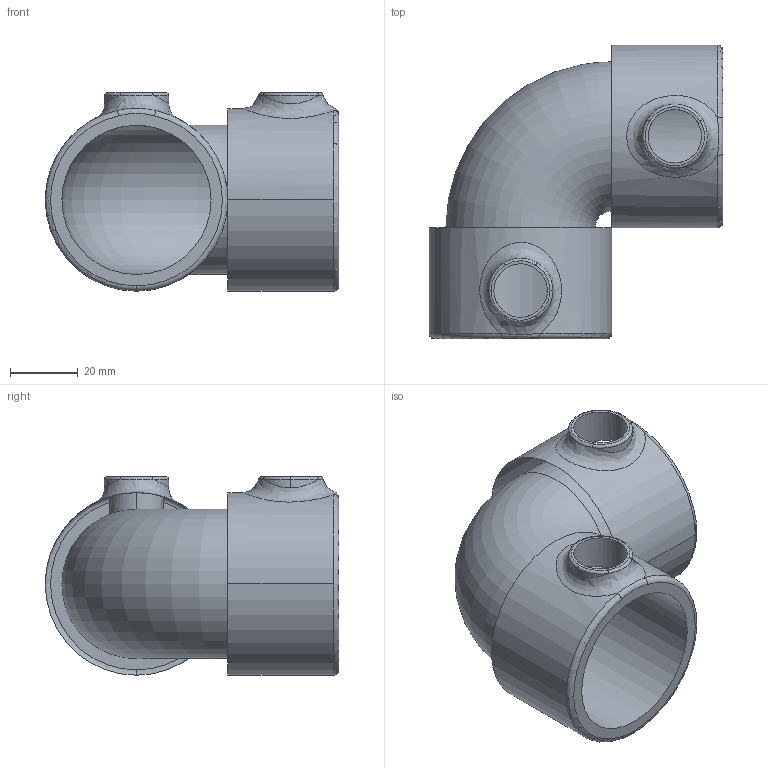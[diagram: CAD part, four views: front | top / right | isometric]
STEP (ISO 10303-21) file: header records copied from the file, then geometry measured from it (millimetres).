
FILE_DESCRIPTION((''),'2;1');
FILE_NAME('15-7.stp','2001-12-31T17:58:16',('Administrator'),(''),'Autodesk Inventor (tm) 3.0','Autodesk Inventor (tm) 3.0','');
FILE_SCHEMA(('CONFIG_CONTROL_DESIGN'));
Length unit declared in the file: inch
Products named in the file (1): 15-7
Bounding box: 87 x 87 x 58.8 mm (x, y, z)
Volume: 11249.1 mm3; surface area: 28230.6 mm2
Topology: 1 solids, 1 shells, 42 faces, 105 edges, 63 vertices
Faces by surface type: cylinder 14, bspline 13, torus 11, plane 4
Entity records: 2220 total; most frequent: CARTESIAN_POINT 1173, ORIENTED_EDGE 204, DIRECTION 194, EDGE_CURVE 102, AXIS2_PLACEMENT_3D 90, VERTEX_POINT 63, CIRCLE 60, EDGE_LOOP 49
